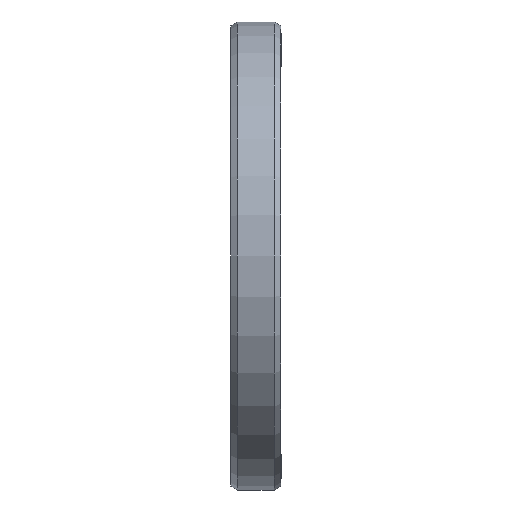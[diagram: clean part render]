
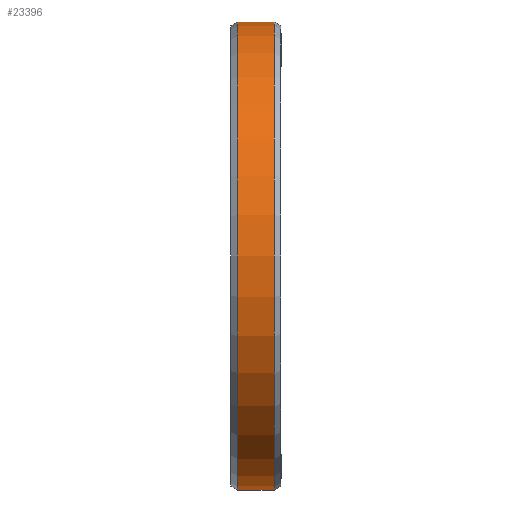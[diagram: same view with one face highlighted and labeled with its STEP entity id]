
A CAD part, left-side view. The second image highlights one B-rep face of the part: STEP entity #23396.
In plain terms, the highlighted cylindrical face has radius 70 mm (diameter 140 mm), a partial arc.
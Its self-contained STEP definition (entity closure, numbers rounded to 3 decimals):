
#22706=DIRECTION('',(0.,1.,0.));
#22707=VECTOR('',#22706,11.);
#22708=CARTESIAN_POINT('',(0.,-5.5,-70.));
#22709=LINE('',#22708,#22707);
#22713=DIRECTION('',(0.,1.,0.));
#22714=VECTOR('',#22713,11.);
#22715=CARTESIAN_POINT('',(0.,-5.5,70.));
#22716=LINE('',#22715,#22714);
#22720=CARTESIAN_POINT('',(0.,-5.5,0.));
#22721=DIRECTION('',(0.,1.,0.));
#22722=DIRECTION('',(0.,0.,-1.));
#22723=AXIS2_PLACEMENT_3D('',#22720,#22721,#22722);
#22758=CARTESIAN_POINT('',(0.,5.5,0.));
#22759=DIRECTION('',(0.,1.,0.));
#22760=DIRECTION('',(0.,0.,-1.));
#22761=AXIS2_PLACEMENT_3D('',#22758,#22759,#22760);
#22791=CARTESIAN_POINT('',(0.,-5.5,-70.));
#22793=VERTEX_POINT('',#22791);
#22794=CARTESIAN_POINT('',(0.,5.5,-70.));
#22795=VERTEX_POINT('',#22794);
#22823=CARTESIAN_POINT('',(0.,-5.5,70.));
#22825=VERTEX_POINT('',#22823);
#22826=CARTESIAN_POINT('',(0.,5.5,70.));
#22827=VERTEX_POINT('',#22826);
#23382=CARTESIAN_POINT('',(0.,151.37,0.));
#23383=DIRECTION('',(0.,-1.,0.));
#23384=DIRECTION('',(0.,0.,1.));
#23385=AXIS2_PLACEMENT_3D('',#23382,#23383,#23384);
#23386=CYLINDRICAL_SURFACE('',#23385,70.);
#23388=ORIENTED_EDGE('',*,*,#23387,.T.);
#23390=ORIENTED_EDGE('',*,*,#23389,.T.);
#23392=ORIENTED_EDGE('',*,*,#23391,.F.);
#23393=ORIENTED_EDGE('',*,*,#23368,.F.);
#23394=EDGE_LOOP('',(#23388,#23390,#23392,#23393));
#23395=FACE_OUTER_BOUND('',#23394,.F.);
#22724=CIRCLE('',#22723,70.);
#22762=CIRCLE('',#22761,70.);
#23368=EDGE_CURVE('',#22793,#22825,#22724,.T.);
#23387=EDGE_CURVE('',#22793,#22795,#22709,.T.);
#23389=EDGE_CURVE('',#22795,#22827,#22762,.T.);
#23391=EDGE_CURVE('',#22825,#22827,#22716,.T.);
#23396=ADVANCED_FACE('',(#23395),#23386,.T.);
